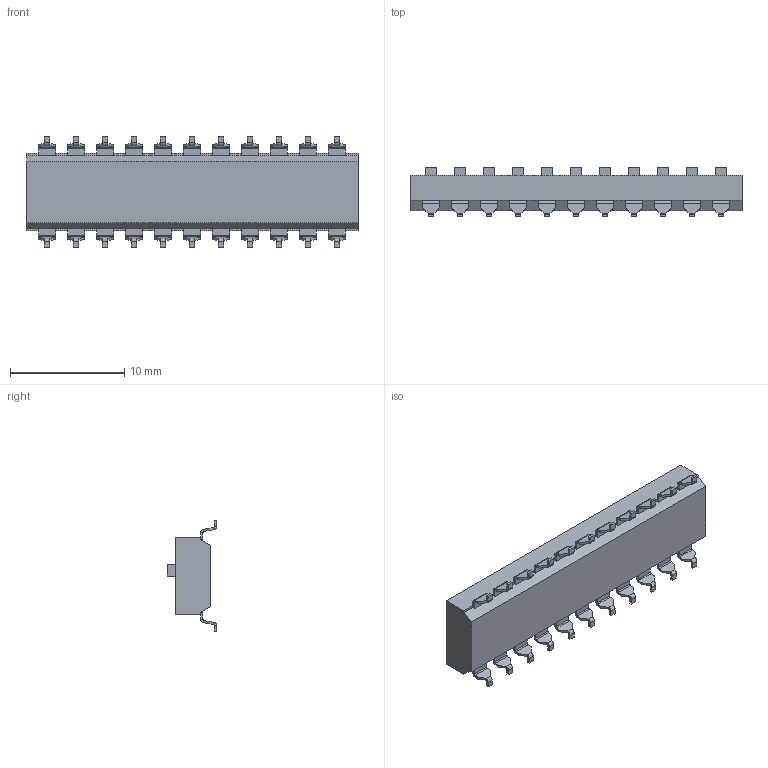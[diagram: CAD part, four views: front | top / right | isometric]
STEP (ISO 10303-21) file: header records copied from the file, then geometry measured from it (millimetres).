
FILE_DESCRIPTION (( 'STEP AP214' ), '1' );
FILE_NAME ('KLS7-KL-11.STEP', '2024-01-31T14:17:53', ( '' ), ( '' ), 'SwSTEP 2.0', 'SolidWorks 2023', '' );
FILE_SCHEMA (( 'AUTOMOTIVE_DESIGN' ));
Length unit declared in the file: millimetre
Products named in the file (1): KLS7-KL-11
Bounding box: 29.1 x 4.3 x 9.69 mm (x, y, z)
Volume: 593.7 mm3; surface area: 852.5 mm2
Topology: 23 solids, 23 shells, 747 faces, 1696 edges, 1006 vertices
Faces by surface type: plane 659, cylinder 88
Entity records: 28592 total; most frequent: CARTESIAN_POINT 3450, ORIENTED_EDGE 3392, DIRECTION 3368, EDGE_CURVE 1696, LINE 1520, VECTOR 1520, VERTEX_POINT 1006, AXIS2_PLACEMENT_3D 924
